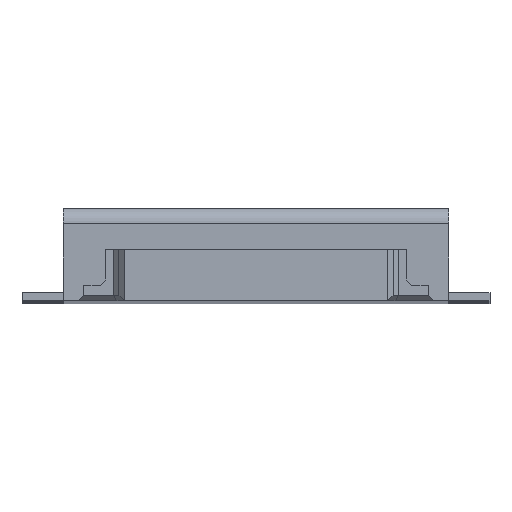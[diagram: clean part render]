
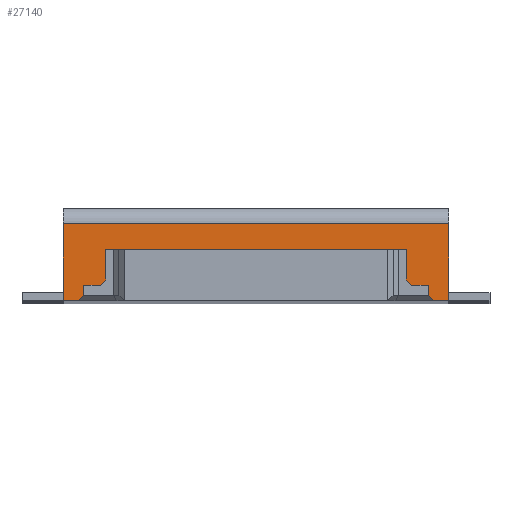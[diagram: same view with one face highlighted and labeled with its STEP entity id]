
A CAD part, top view. The second image highlights one B-rep face of the part: STEP entity #27140.
In plain terms, the highlighted planar face has unit normal (0, 0, 1).
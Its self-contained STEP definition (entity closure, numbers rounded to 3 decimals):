
#5670=CARTESIAN_POINT('',(0.,1.665,9.11));
#5680=DIRECTION('',(-0.707,-0.707,0.));
#5690=VECTOR('',#5680,1.);
#5700=LINE('',#5670,#5690);
#5710=CARTESIAN_POINT('',(-1.465,0.2,9.11));
#5720=VERTEX_POINT('',#5710);
#5730=CARTESIAN_POINT('',(-1.515,0.15,9.11));
#5740=VERTEX_POINT('',#5730);
#5750=EDGE_CURVE('',#5720,#5740,#5700,.T.);
#8280=CARTESIAN_POINT('',(1.68,0.05,9.11));
#8290=VERTEX_POINT('',#8280);
#8320=CARTESIAN_POINT('',(0.,1.73,9.11));
#8330=DIRECTION('',(0.707,-0.707,0.));
#8340=VECTOR('',#8330,1.);
#8350=LINE('',#8320,#8340);
#8360=CARTESIAN_POINT('',(1.73,0.,9.11));
#8370=VERTEX_POINT('',#8360);
#8380=EDGE_CURVE('',#8290,#8370,#8350,.T.);
#26010=CARTESIAN_POINT('',(1.88,0.,9.11));
#26020=DIRECTION('',(0.,0.,1.));
#26030=DIRECTION('',(1.,0.,0.));
#26040=AXIS2_PLACEMENT_3D('',#26010,#26020,#26030);
#26050=PLANE('',#26040);
#26060=CARTESIAN_POINT('',(0.,0.75,9.11));
#26070=DIRECTION('',(1.,0.,0.));
#26080=VECTOR('',#26070,1.);
#26090=LINE('',#26060,#26080);
#26100=CARTESIAN_POINT('',(-1.88,0.75,9.11));
#26110=VERTEX_POINT('',#26100);
#26120=CARTESIAN_POINT('',(1.88,0.75,9.11));
#26130=VERTEX_POINT('',#26120);
#26140=EDGE_CURVE('',#26110,#26130,#26090,.T.);
#26150=ORIENTED_EDGE('',*,*,#26140,.F.);
#26160=CARTESIAN_POINT('',(1.88,0.,9.11));
#26170=DIRECTION('',(0.,-1.,0.));
#26180=VECTOR('',#26170,1.);
#26190=LINE('',#26160,#26180);
#26200=CARTESIAN_POINT('',(1.88,0.,9.11));
#26210=VERTEX_POINT('',#26200);
#26220=EDGE_CURVE('',#26130,#26210,#26190,.T.);
#26230=ORIENTED_EDGE('',*,*,#26220,.F.);
#26240=CARTESIAN_POINT('',(0.,0.,9.11));
#26250=DIRECTION('',(-1.,0.,0.));
#26260=VECTOR('',#26250,1.);
#26270=LINE('',#26240,#26260);
#26280=EDGE_CURVE('',#26210,#8370,#26270,.T.);
#26290=ORIENTED_EDGE('',*,*,#26280,.F.);
#26300=ORIENTED_EDGE('',*,*,#8380,.T.);
#26310=CARTESIAN_POINT('',(1.68,0.,9.11));
#26320=DIRECTION('',(0.,1.,0.));
#26330=VECTOR('',#26320,1.);
#26340=LINE('',#26310,#26330);
#26350=CARTESIAN_POINT('',(1.68,0.15,9.11));
#26360=VERTEX_POINT('',#26350);
#26370=EDGE_CURVE('',#8290,#26360,#26340,.T.);
#26380=ORIENTED_EDGE('',*,*,#26370,.F.);
#26390=CARTESIAN_POINT('',(0.,0.15,9.11));
#26400=DIRECTION('',(1.,0.,0.));
#26410=VECTOR('',#26400,1.);
#26420=LINE('',#26390,#26410);
#26430=CARTESIAN_POINT('',(1.515,0.15,9.11));
#26440=VERTEX_POINT('',#26430);
#26450=EDGE_CURVE('',#26440,#26360,#26420,.T.);
#26460=ORIENTED_EDGE('',*,*,#26450,.T.);
#26470=CARTESIAN_POINT('',(0.,1.665,9.11));
#26480=DIRECTION('',(-0.707,0.707,0.));
#26490=VECTOR('',#26480,1.);
#26500=LINE('',#26470,#26490);
#26510=CARTESIAN_POINT('',(1.465,0.2,9.11));
#26520=VERTEX_POINT('',#26510);
#26530=EDGE_CURVE('',#26440,#26520,#26500,.T.);
#26540=ORIENTED_EDGE('',*,*,#26530,.F.);
#26550=CARTESIAN_POINT('',(1.465,0.,9.11));
#26560=DIRECTION('',(0.,1.,0.));
#26570=VECTOR('',#26560,1.);
#26580=LINE('',#26550,#26570);
#26590=CARTESIAN_POINT('',(1.465,0.5,9.11));
#26600=VERTEX_POINT('',#26590);
#26610=EDGE_CURVE('',#26520,#26600,#26580,.T.);
#26620=ORIENTED_EDGE('',*,*,#26610,.F.);
#26630=CARTESIAN_POINT('',(0.,0.5,9.11));
#26640=DIRECTION('',(-1.,0.,0.));
#26650=VECTOR('',#26640,1.);
#26660=LINE('',#26630,#26650);
#26670=CARTESIAN_POINT('',(-1.465,0.5,9.11));
#26680=VERTEX_POINT('',#26670);
#26690=EDGE_CURVE('',#26600,#26680,#26660,.T.);
#26700=ORIENTED_EDGE('',*,*,#26690,.F.);
#26710=CARTESIAN_POINT('',(-1.465,0.,9.11));
#26720=DIRECTION('',(0.,-1.,0.));
#26730=VECTOR('',#26720,1.);
#26740=LINE('',#26710,#26730);
#26750=EDGE_CURVE('',#26680,#5720,#26740,.T.);
#26760=ORIENTED_EDGE('',*,*,#26750,.F.);
#26770=ORIENTED_EDGE('',*,*,#5750,.F.);
#26780=CARTESIAN_POINT('',(0.,0.15,9.11));
#26790=DIRECTION('',(1.,0.,0.));
#26800=VECTOR('',#26790,1.);
#26810=LINE('',#26780,#26800);
#26820=CARTESIAN_POINT('',(-1.68,0.15,9.11));
#26830=VERTEX_POINT('',#26820);
#26840=EDGE_CURVE('',#26830,#5740,#26810,.T.);
#26850=ORIENTED_EDGE('',*,*,#26840,.T.);
#26860=CARTESIAN_POINT('',(-1.68,0.,9.11));
#26870=DIRECTION('',(0.,-1.,0.));
#26880=VECTOR('',#26870,1.);
#26890=LINE('',#26860,#26880);
#26900=CARTESIAN_POINT('',(-1.68,0.05,9.11));
#26910=VERTEX_POINT('',#26900);
#26920=EDGE_CURVE('',#26830,#26910,#26890,.T.);
#26930=ORIENTED_EDGE('',*,*,#26920,.F.);
#26940=CARTESIAN_POINT('',(0.,1.73,9.11));
#26950=DIRECTION('',(0.707,0.707,0.));
#26960=VECTOR('',#26950,1.);
#26970=LINE('',#26940,#26960);
#26980=CARTESIAN_POINT('',(-1.73,0.,9.11));
#26990=VERTEX_POINT('',#26980);
#27000=EDGE_CURVE('',#26990,#26910,#26970,.T.);
#27010=ORIENTED_EDGE('',*,*,#27000,.T.);
#27020=CARTESIAN_POINT('',(-1.88,0.,9.11));
#27030=VERTEX_POINT('',#27020);
#27040=EDGE_CURVE('',#26990,#27030,#26270,.T.);
#27050=ORIENTED_EDGE('',*,*,#27040,.F.);
#27060=CARTESIAN_POINT('',(-1.88,0.,9.11));
#27070=DIRECTION('',(0.,-1.,0.));
#27080=VECTOR('',#27070,1.);
#27090=LINE('',#27060,#27080);
#27100=EDGE_CURVE('',#26110,#27030,#27090,.T.);
#27110=ORIENTED_EDGE('',*,*,#27100,.T.);
#27120=EDGE_LOOP('',(#27110,#27050,#27010,#26930,#26850,#26770,#26760,
#26700,#26620,#26540,#26460,#26380,#26300,#26290,#26230,#26150));
#27130=FACE_OUTER_BOUND('',#27120,.T.);
#27140=ADVANCED_FACE('',(#27130),#26050,.T.);
